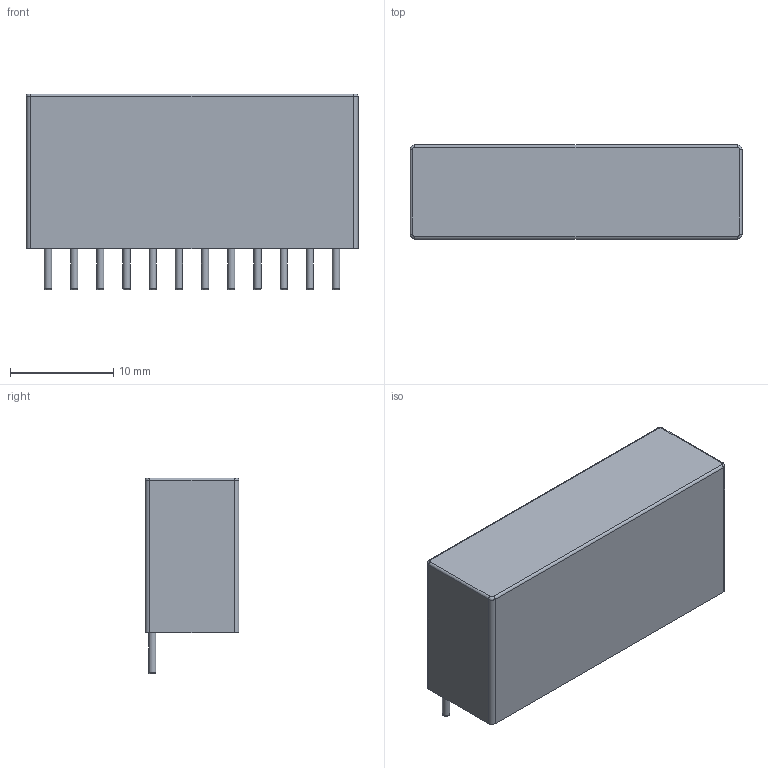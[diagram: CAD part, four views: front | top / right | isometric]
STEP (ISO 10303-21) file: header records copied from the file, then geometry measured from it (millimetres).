
FILE_DESCRIPTION(/* description */ ('model of Converter_DCDC_RECOM_R5xxxPA_THT'),/* implementation_level */ '2;1');
FILE_NAME(/* name */ 'Converter_DCDC_RECOM_R5xxxPA_THT.step',/* time_stamp */ '2018-03-25T16:12:14',/* author */ ('kicad StepUp','ksu'),/* organization */ ('FreeCAD'),/* preprocessor_version */ 'OCC',/* originating_system */ 'kicad StepUp',/* authorisation */ '');
FILE_SCHEMA(('AUTOMOTIVE_DESIGN { 1 0 10303 214 1 1 1 1 }'));
Length unit declared in the file: millimetre
Products named in the file (5): ASSEMBLY; Converter_DCDC_RECOM_R5xxxPA_THT001; Shape0_0907988691154; Shape0_506323158991; Converter_DCDC_RECOM_R5xxxPA_THT
Assembly tree (4 placements, depth 2):
  ASSEMBLY
    Converter_DCDC_RECOM_R5xxxPA_THT001
    Shape0_0907988691154
    Shape0_506323158991
    Converter_DCDC_RECOM_R5xxxPA_THT
Bounding box: 32.2 x 9.1 x 19 mm (x, y, z)
Surface area: 3725.7 mm2
Topology: 15 solids, 15 shells, 90 faces, 152 edges, 92 vertices
Faces by surface type: plane 42, cylinder 28, torus 20
Full cylindrical faces by diameter (mm): 0.7 x12
Entity records: 2315 total; most frequent: DIRECTION 430, CARTESIAN_POINT 339, ORIENTED_EDGE 304, AXIS2_PLACEMENT_3D 183, EDGE_CURVE 152, VERTEX_POINT 92, ADVANCED_FACE 90, FACE_BOUND 90
